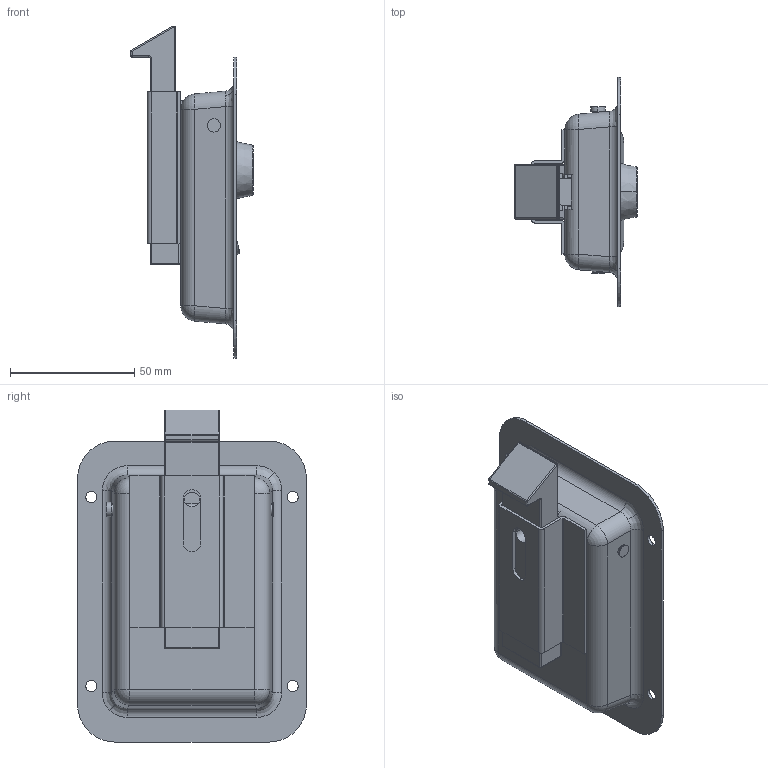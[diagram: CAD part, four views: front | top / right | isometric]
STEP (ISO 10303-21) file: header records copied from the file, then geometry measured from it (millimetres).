
FILE_DESCRIPTION (( 'STEP AP203' ), '1' );
FILE_NAME ('sone3D.STEP', '2017-10-12T02:41:18', ( '' ), ( '' ), 'SwSTEP 2.0', 'SolidWorks 2014', '' );
FILE_SCHEMA (( 'CONFIG_CONTROL_DESIGN' ));
Length unit declared in the file: millimetre
Products named in the file (13): C-178-S六角ナット_; A-1880N-2_ハウジング_A-1880N-2-1; C-178-S平座金_; A-1880N-2儗僶乕__A-1880N-2-1; C-178-特殊ねじ_; A-1880N-2ラッチ_; C-178-S__C-178-S; A-1880N-2儔僢僠僈僀僪_; sone3D; A-1880N-2儗僶乕幉_; A-1880N-2止金_; C-178-S本体__C-178-S本体; C-178-S金具
Assembly tree (12 placements, depth 3):
  sone3D
    A-1880N-2_ハウジング_A-1880N-2-1
    A-1880N-2儗僶乕__A-1880N-2-1
    A-1880N-2ラッチ_
    A-1880N-2儔僢僠僈僀僪_
    A-1880N-2儗僶乕幉_
    A-1880N-2止金_
    C-178-S__C-178-S
      C-178-S本体__C-178-S本体
      C-178-S金具
      C-178-S六角ナット_
      C-178-S平座金_
      C-178-特殊ねじ_
Bounding box: 49.2 x 92 x 133.5 mm (x, y, z)
Volume: 67104.4 mm3; surface area: 65343.4 mm2
Topology: 11 solids, 11 shells, 343 faces, 852 edges, 520 vertices
Faces by surface type: plane 147, cylinder 145, sphere 23, bspline 12, torus 10, cone 6
Entity records: 11878 total; most frequent: CARTESIAN_POINT 2397, DIRECTION 1741, ORIENTED_EDGE 1664, EDGE_CURVE 832, AXIS2_PLACEMENT_3D 638, VERTEX_POINT 520, VECTOR 465, LINE 465
